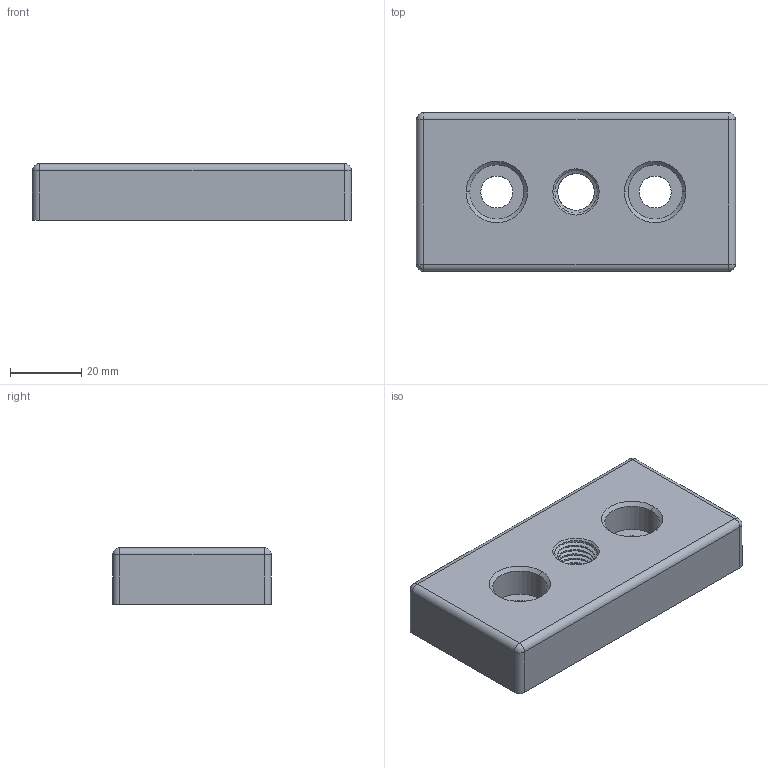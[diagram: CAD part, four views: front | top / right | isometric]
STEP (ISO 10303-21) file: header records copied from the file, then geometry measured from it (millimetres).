
FILE_DESCRIPTION (( 'STEP AP214' ), '1' );
FILE_NAME ('AL-308.0621A.01.STEP', '2019-11-05T10:29:36', ( '' ), ( '' ), 'SwSTEP 2.0', 'SolidWorks 2018', '' );
FILE_SCHEMA (( 'AUTOMOTIVE_DESIGN' ));
Length unit declared in the file: millimetre
Products named in the file (1): AL-308.0621A.01
Bounding box: 89.8 x 44.7 x 16 mm (x, y, z)
Volume: 42774.9 mm3; surface area: 18962.5 mm2
Topology: 1 solids, 1 shells, 143 faces, 348 edges, 221 vertices
Faces by surface type: cylinder 71, plane 56, cone 8, bspline 4, sphere 4
Entity records: 6165 total; most frequent: CARTESIAN_POINT 2814, ORIENTED_EDGE 688, DIRECTION 687, EDGE_CURVE 344, AXIS2_PLACEMENT_3D 253, VERTEX_POINT 221, VECTOR 181, LINE 181
